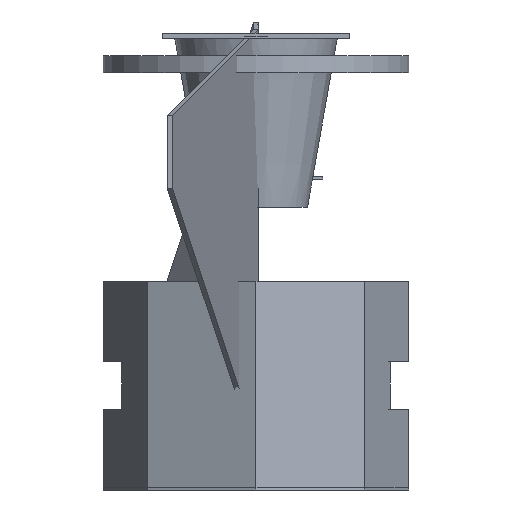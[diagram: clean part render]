
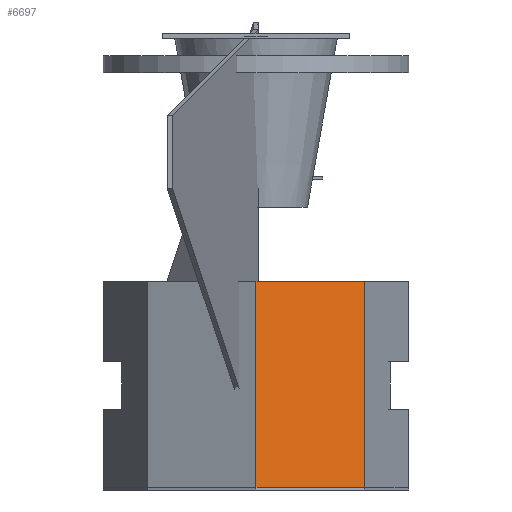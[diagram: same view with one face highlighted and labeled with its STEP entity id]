
A CAD part, front view. The second image highlights one B-rep face of the part: STEP entity #6697.
In plain terms, the highlighted planar face has unit normal (0.383, -0.924, 0).
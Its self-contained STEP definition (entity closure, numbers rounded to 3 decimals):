
#5748 = VERTEX_POINT('',#5749);
#5749 = CARTESIAN_POINT('',(0.,-1800.,-1200.));
#5802 = VERTEX_POINT('',#5803);
#5803 = CARTESIAN_POINT('',(1272.792,-1272.792,
    -1200.));
#5838 = PLANE('',#5839);
#5839 = AXIS2_PLACEMENT_3D('',#5840,#5841,#5842);
#5840 = CARTESIAN_POINT('',(636.396,-1536.396,-1200.
    ));
#5841 = DIRECTION('',(-0.,-0.,-1.));
#5842 = DIRECTION('',(-1.,0.,0.));
#6050 = PLANE('',#6051);
#6051 = AXIS2_PLACEMENT_3D('',#6052,#6053,#6054);
#6052 = CARTESIAN_POINT('',(-636.396,-1536.396,15.));
#6053 = DIRECTION('',(-0.383,-0.924,-0.));
#6054 = DIRECTION('',(-0.924,0.383,0.));
#6066 = EDGE_CURVE('',#5748,#5802,#6067,.T.);
#6067 = SURFACE_CURVE('',#6068,(#6072,#6079),.PCURVE_S1.);
#6068 = LINE('',#6069,#6070);
#6069 = CARTESIAN_POINT('',(0.,-1800.,-1200.));
#6070 = VECTOR('',#6071,1.);
#6071 = DIRECTION('',(0.924,0.383,0.));
#6072 = PCURVE('',#5838,#6073);
#6073 = DEFINITIONAL_REPRESENTATION('',(#6074),#6078);
#6074 = LINE('',#6075,#6076);
#6075 = CARTESIAN_POINT('',(636.396,-263.604));
#6076 = VECTOR('',#6077,1.);
#6077 = DIRECTION('',(-0.924,0.383));
#6078 = ( GEOMETRIC_REPRESENTATION_CONTEXT(2) 
PARAMETRIC_REPRESENTATION_CONTEXT() REPRESENTATION_CONTEXT('2D SPACE',''
  ) );
#6079 = PCURVE('',#6080,#6085);
#6080 = PLANE('',#6081);
#6081 = AXIS2_PLACEMENT_3D('',#6082,#6083,#6084);
#6082 = CARTESIAN_POINT('',(636.396,-1536.396,15.));
#6083 = DIRECTION('',(0.383,-0.924,0.
    ));
#6084 = DIRECTION('',(-0.924,-0.383,0.));
#6085 = DEFINITIONAL_REPRESENTATION('',(#6086),#6090);
#6086 = LINE('',#6087,#6088);
#6087 = CARTESIAN_POINT('',(688.83,1215.));
#6088 = VECTOR('',#6089,1.);
#6089 = DIRECTION('',(-1.,0.));
#6090 = ( GEOMETRIC_REPRESENTATION_CONTEXT(2) 
PARAMETRIC_REPRESENTATION_CONTEXT() REPRESENTATION_CONTEXT('2D SPACE',''
  ) );
#6111 = PLANE('',#6112);
#6112 = AXIS2_PLACEMENT_3D('',#6113,#6114,#6115);
#6113 = CARTESIAN_POINT('',(1536.396,-636.396,15.));
#6114 = DIRECTION('',(0.924,-0.383,0.));
#6115 = DIRECTION('',(0.383,0.924,0.));
#6166 = PLANE('',#6167);
#6167 = AXIS2_PLACEMENT_3D('',#6168,#6169,#6170);
#6168 = CARTESIAN_POINT('',(0.,0.,
    1230.));
#6169 = DIRECTION('',(0.,0.,1.));
#6170 = DIRECTION('',(0.,1.,0.));
#6653 = EDGE_CURVE('',#5748,#6654,#6656,.T.);
#6654 = VERTEX_POINT('',#6655);
#6655 = CARTESIAN_POINT('',(0.,-1800.,1230.));
#6656 = SURFACE_CURVE('',#6657,(#6661,#6668),.PCURVE_S1.);
#6657 = LINE('',#6658,#6659);
#6658 = CARTESIAN_POINT('',(0.,-1800.,-1200.));
#6659 = VECTOR('',#6660,1.);
#6660 = DIRECTION('',(0.,0.,1.));
#6661 = PCURVE('',#6050,#6662);
#6662 = DEFINITIONAL_REPRESENTATION('',(#6663),#6667);
#6663 = LINE('',#6664,#6665);
#6664 = CARTESIAN_POINT('',(-688.83,1215.));
#6665 = VECTOR('',#6666,1.);
#6666 = DIRECTION('',(0.,-1.));
#6667 = ( GEOMETRIC_REPRESENTATION_CONTEXT(2) 
PARAMETRIC_REPRESENTATION_CONTEXT() REPRESENTATION_CONTEXT('2D SPACE',''
  ) );
#6668 = PCURVE('',#6080,#6669);
#6669 = DEFINITIONAL_REPRESENTATION('',(#6670),#6674);
#6670 = LINE('',#6671,#6672);
#6671 = CARTESIAN_POINT('',(688.83,1215.));
#6672 = VECTOR('',#6673,1.);
#6673 = DIRECTION('',(0.,-1.));
#6674 = ( GEOMETRIC_REPRESENTATION_CONTEXT(2) 
PARAMETRIC_REPRESENTATION_CONTEXT() REPRESENTATION_CONTEXT('2D SPACE',''
  ) );
#6697 = ADVANCED_FACE('',(#6698),#6080,.T.);
#6698 = FACE_BOUND('',#6699,.T.);
#6699 = EDGE_LOOP('',(#6700,#6701,#6724,#6745));
#6700 = ORIENTED_EDGE('',*,*,#6066,.T.);
#6701 = ORIENTED_EDGE('',*,*,#6702,.T.);
#6702 = EDGE_CURVE('',#5802,#6703,#6705,.T.);
#6703 = VERTEX_POINT('',#6704);
#6704 = CARTESIAN_POINT('',(1272.792,-1272.792,
    1230.));
#6705 = SURFACE_CURVE('',#6706,(#6710,#6717),.PCURVE_S1.);
#6706 = LINE('',#6707,#6708);
#6707 = CARTESIAN_POINT('',(1272.792,-1272.792,
    -1200.));
#6708 = VECTOR('',#6709,1.);
#6709 = DIRECTION('',(0.,0.,1.));
#6710 = PCURVE('',#6080,#6711);
#6711 = DEFINITIONAL_REPRESENTATION('',(#6712),#6716);
#6712 = LINE('',#6713,#6714);
#6713 = CARTESIAN_POINT('',(-688.83,1215.));
#6714 = VECTOR('',#6715,1.);
#6715 = DIRECTION('',(0.,-1.));
#6716 = ( GEOMETRIC_REPRESENTATION_CONTEXT(2) 
PARAMETRIC_REPRESENTATION_CONTEXT() REPRESENTATION_CONTEXT('2D SPACE',''
  ) );
#6717 = PCURVE('',#6111,#6718);
#6718 = DEFINITIONAL_REPRESENTATION('',(#6719),#6723);
#6719 = LINE('',#6720,#6721);
#6720 = CARTESIAN_POINT('',(-688.83,-1215.));
#6721 = VECTOR('',#6722,1.);
#6722 = DIRECTION('',(0.,1.));
#6723 = ( GEOMETRIC_REPRESENTATION_CONTEXT(2) 
PARAMETRIC_REPRESENTATION_CONTEXT() REPRESENTATION_CONTEXT('2D SPACE',''
  ) );
#6724 = ORIENTED_EDGE('',*,*,#6725,.T.);
#6725 = EDGE_CURVE('',#6703,#6654,#6726,.T.);
#6726 = SURFACE_CURVE('',#6727,(#6731,#6738),.PCURVE_S1.);
#6727 = LINE('',#6728,#6729);
#6728 = CARTESIAN_POINT('',(1272.792,-1272.792,
    1230.));
#6729 = VECTOR('',#6730,1.);
#6730 = DIRECTION('',(-0.924,-0.383,0.));
#6731 = PCURVE('',#6080,#6732);
#6732 = DEFINITIONAL_REPRESENTATION('',(#6733),#6737);
#6733 = LINE('',#6734,#6735);
#6734 = CARTESIAN_POINT('',(-688.83,-1215.));
#6735 = VECTOR('',#6736,1.);
#6736 = DIRECTION('',(1.,0.));
#6737 = ( GEOMETRIC_REPRESENTATION_CONTEXT(2) 
PARAMETRIC_REPRESENTATION_CONTEXT() REPRESENTATION_CONTEXT('2D SPACE',''
  ) );
#6738 = PCURVE('',#6166,#6739);
#6739 = DEFINITIONAL_REPRESENTATION('',(#6740),#6744);
#6740 = LINE('',#6741,#6742);
#6741 = CARTESIAN_POINT('',(-1272.792,-1272.792));
#6742 = VECTOR('',#6743,1.);
#6743 = DIRECTION('',(-0.383,0.924));
#6744 = ( GEOMETRIC_REPRESENTATION_CONTEXT(2) 
PARAMETRIC_REPRESENTATION_CONTEXT() REPRESENTATION_CONTEXT('2D SPACE',''
  ) );
#6745 = ORIENTED_EDGE('',*,*,#6653,.F.);
